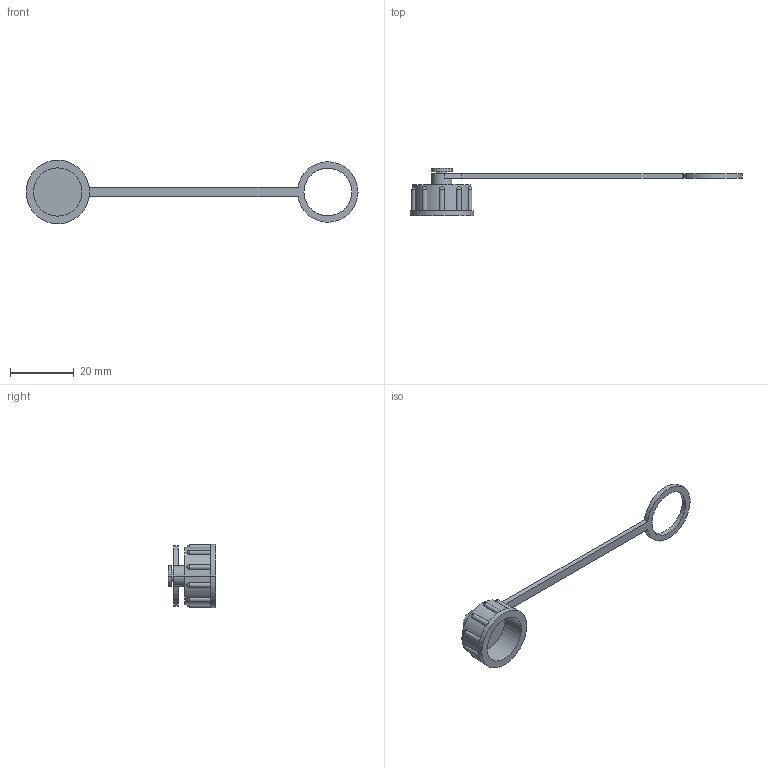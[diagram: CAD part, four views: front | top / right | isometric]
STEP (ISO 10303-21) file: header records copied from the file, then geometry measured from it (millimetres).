
FILE_DESCRIPTION (( 'STEP AP203' ), '1' );
FILE_NAME ('P470(PCN16x1.0-1).STEP', '2020-04-16T02:02:28', ( 'edpusr' ), ( 'Microsoft' ), 'SwSTEP 2.0', 'SolidWorks 2015', '' );
FILE_SCHEMA (( 'CONFIG_CONTROL_DESIGN' ));
Length unit declared in the file: millimetre
Products named in the file (1): P470(PCN16x1.0-1)
Bounding box: 104.5 x 15 x 20 mm (x, y, z)
Volume: 2025.4 mm3; surface area: 2824 mm2
Topology: 1 solids, 1 shells, 59 faces, 169 edges, 106 vertices
Faces by surface type: cylinder 36, plane 13, bspline 10
Entity records: 2188 total; most frequent: CARTESIAN_POINT 599, DIRECTION 335, ORIENTED_EDGE 314, EDGE_CURVE 157, AXIS2_PLACEMENT_3D 138, VERTEX_POINT 106, CIRCLE 88, EDGE_LOOP 67
